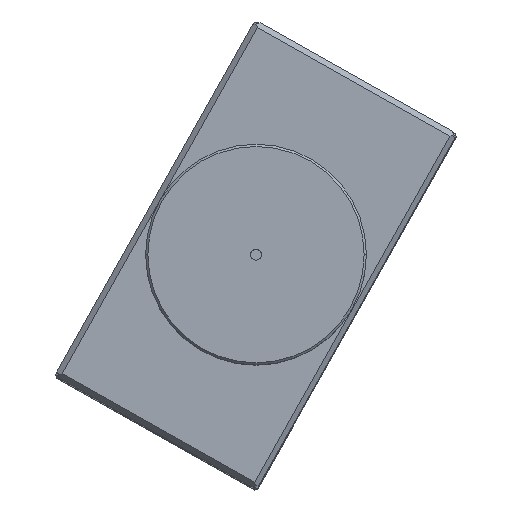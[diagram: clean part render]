
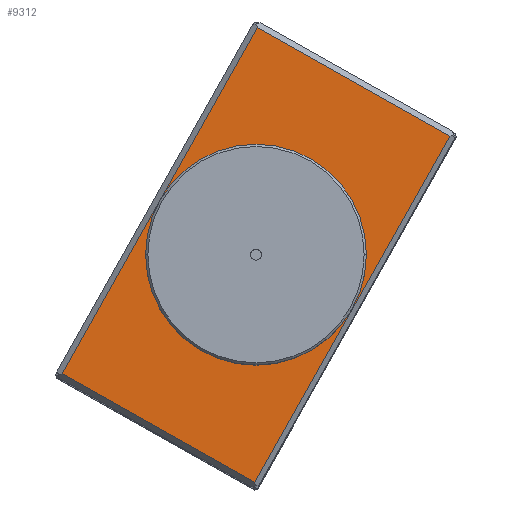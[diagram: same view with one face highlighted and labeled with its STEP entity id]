
A CAD part, top view. The second image highlights one B-rep face of the part: STEP entity #9312.
In plain terms, the highlighted face is planar.
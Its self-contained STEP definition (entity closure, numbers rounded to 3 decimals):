
#510 = EDGE_LOOP ( 'NONE', ( #10751, #12882, #8376, #1462 ) ) ;
#597 = EDGE_CURVE ( 'NONE', #14607, #1772, #2099, .T. ) ;
#1021 = LINE ( 'NONE', #4729, #8256 ) ;
#1072 = EDGE_LOOP ( 'NONE', ( #2746, #6727 ) ) ;
#1302 = CARTESIAN_POINT ( 'NONE',  ( 21.529, 0., -9.421 ) ) ;
#1462 = ORIENTED_EDGE ( 'NONE', *, *, #13861, .T. ) ;
#1636 = FACE_OUTER_BOUND ( 'NONE', #510, .T. ) ;
#1772 = VERTEX_POINT ( 'NONE', #1302 ) ;
#1825 = VERTEX_POINT ( 'NONE', #2919 ) ;
#1864 = LINE ( 'NONE', #15022, #8077 ) ;
#1888 = DIRECTION ( 'NONE',  ( 0., 0., 1. ) ) ;
#2099 = LINE ( 'NONE', #11420, #8075 ) ;
#2333 = VERTEX_POINT ( 'NONE', #13872 ) ;
#2670 = DIRECTION ( 'NONE',  ( 0., -1., 0. ) ) ;
#2746 = ORIENTED_EDGE ( 'NONE', *, *, #8908, .F. ) ;
#2919 = CARTESIAN_POINT ( 'NONE',  ( 3.529, 0., -25.846 ) ) ;
#3015 = CARTESIAN_POINT ( 'NONE',  ( 0., 0., 0. ) ) ;
#3061 = EDGE_CURVE ( 'NONE', #9778, #1825, #12449, .T. ) ;
#3359 = CARTESIAN_POINT ( 'NONE',  ( 3.529, 0., -19.421 ) ) ;
#4601 = EDGE_CURVE ( 'NONE', #1772, #2333, #12450, .T. ) ;
#4729 = CARTESIAN_POINT ( 'NONE',  ( 0., 0., -29.421 ) ) ;
#5832 = DIRECTION ( 'NONE',  ( 0., -1., 0. ) ) ;
#6126 = EDGE_CURVE ( 'NONE', #8130, #14607, #1021, .T. ) ;
#6494 = FACE_BOUND ( 'NONE', #1072, .T. ) ;
#6727 = ORIENTED_EDGE ( 'NONE', *, *, #3061, .F. ) ;
#6791 = DIRECTION ( 'NONE',  ( 0., 0., -1. ) ) ;
#6903 = CARTESIAN_POINT ( 'NONE',  ( 3.529, 0., -19.421 ) ) ;
#7695 = AXIS2_PLACEMENT_3D ( 'NONE', #3015, #11398, #10135 ) ;
#8075 = VECTOR ( 'NONE', #1888, 1000. ) ;
#8077 = VECTOR ( 'NONE', #6791, 1000. ) ;
#8130 = VERTEX_POINT ( 'NONE', #10830 ) ;
#8167 = CIRCLE ( 'NONE', #9933, 6.425 ) ;
#8256 = VECTOR ( 'NONE', #14166, 1000. ) ;
#8376 = ORIENTED_EDGE ( 'NONE', *, *, #4601, .T. ) ;
#8908 = EDGE_CURVE ( 'NONE', #1825, #9778, #8167, .T. ) ;
#9312 = ADVANCED_FACE ( 'NONE', ( #6494, #1636 ), #11167, .T. ) ;
#9393 = DIRECTION ( 'NONE',  ( 0., 0., -1. ) ) ;
#9778 = VERTEX_POINT ( 'NONE', #13741 ) ;
#9933 = AXIS2_PLACEMENT_3D ( 'NONE', #6903, #5832, #9393 ) ;
#10039 = CARTESIAN_POINT ( 'NONE',  ( -14.971, 0., -9.421 ) ) ;
#10135 = DIRECTION ( 'NONE',  ( 0., 0., -1. ) ) ;
#10751 = ORIENTED_EDGE ( 'NONE', *, *, #6126, .T. ) ;
#10760 = VECTOR ( 'NONE', #14769, 1000. ) ;
#10830 = CARTESIAN_POINT ( 'NONE',  ( -14.471, 0., -29.421 ) ) ;
#11167 = PLANE ( 'NONE',  #7695 ) ;
#11217 = AXIS2_PLACEMENT_3D ( 'NONE', #3359, #2670, #11896 ) ;
#11398 = DIRECTION ( 'NONE',  ( 0., -1., 0. ) ) ;
#11420 = CARTESIAN_POINT ( 'NONE',  ( 21.529, 0., -9.421 ) ) ;
#11791 = CARTESIAN_POINT ( 'NONE',  ( 21.529, 0., -29.421 ) ) ;
#11896 = DIRECTION ( 'NONE',  ( 0., 0., -1. ) ) ;
#12449 = CIRCLE ( 'NONE', #11217, 6.425 ) ;
#12450 = LINE ( 'NONE', #10039, #10760 ) ;
#12882 = ORIENTED_EDGE ( 'NONE', *, *, #597, .T. ) ;
#13741 = CARTESIAN_POINT ( 'NONE',  ( 3.529, 0., -12.996 ) ) ;
#13861 = EDGE_CURVE ( 'NONE', #2333, #8130, #1864, .T. ) ;
#13872 = CARTESIAN_POINT ( 'NONE',  ( -14.471, 0., -9.421 ) ) ;
#14166 = DIRECTION ( 'NONE',  ( 1., 0., 0. ) ) ;
#14607 = VERTEX_POINT ( 'NONE', #11791 ) ;
#14769 = DIRECTION ( 'NONE',  ( -1., 0., 0. ) ) ;
#15022 = CARTESIAN_POINT ( 'NONE',  ( -14.471, 0., 0. ) ) ;
